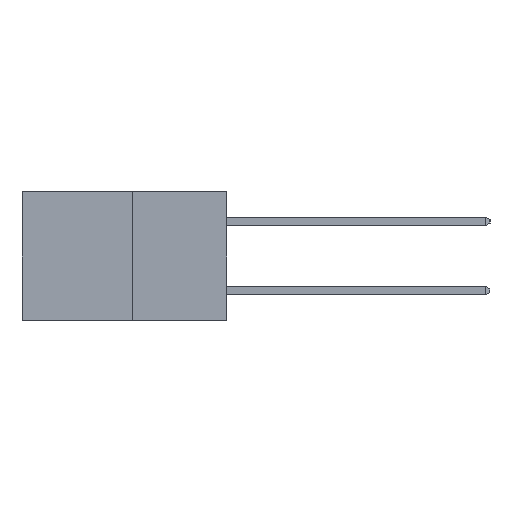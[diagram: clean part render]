
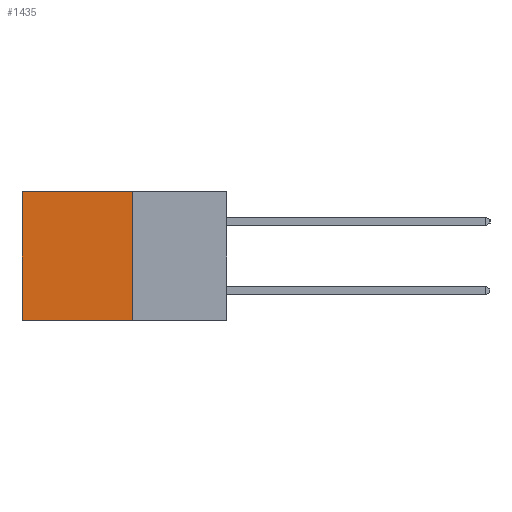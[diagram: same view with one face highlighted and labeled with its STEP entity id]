
A CAD part, left-side view. The second image highlights one B-rep face of the part: STEP entity #1435.
In plain terms, the highlighted planar face has unit normal (-1, 0, 0).
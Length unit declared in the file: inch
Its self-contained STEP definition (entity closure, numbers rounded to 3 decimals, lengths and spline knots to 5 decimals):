
#105 = CARTESIAN_POINT ( 'NONE',  ( 0.277, 0.27, -0.37 ) ) ;
#295 = EDGE_CURVE ( 'NONE', #2039, #5239, #9676, .T. ) ;
#989 = DIRECTION ( 'NONE',  ( 0., 0., -1. ) ) ;
#1125 = VECTOR ( 'NONE', #989, 39.37008 ) ;
#1288 = CARTESIAN_POINT ( 'NONE',  ( 0.277, 0.59, 0. ) ) ;
#1435 = ADVANCED_FACE ( 'NONE', ( #8309 ), #6756, .F. ) ;
#1565 = CARTESIAN_POINT ( 'NONE',  ( 0.277, 0.27, -0.37 ) ) ;
#1691 = ORIENTED_EDGE ( 'NONE', *, *, #4008, .F. ) ;
#1789 = ORIENTED_EDGE ( 'NONE', *, *, #4397, .T. ) ;
#2030 = CARTESIAN_POINT ( 'NONE',  ( 0.277, 0.27, 0. ) ) ;
#2039 = VERTEX_POINT ( 'NONE', #1288 ) ;
#2186 = LINE ( 'NONE', #4410, #8296 ) ;
#2294 = DIRECTION ( 'NONE',  ( 0., 0., -1. ) ) ;
#3149 = LINE ( 'NONE', #10208, #7148 ) ;
#3782 = VECTOR ( 'NONE', #2294, 39.37008 ) ;
#3821 = DIRECTION ( 'NONE',  ( 1., 0., 0. ) ) ;
#3892 = DIRECTION ( 'NONE',  ( 0., 1., 0. ) ) ;
#3951 = ORIENTED_EDGE ( 'NONE', *, *, #9039, .F. ) ;
#3990 = VERTEX_POINT ( 'NONE', #2030 ) ;
#4008 = EDGE_CURVE ( 'NONE', #3990, #6905, #8307, .T. ) ;
#4397 = EDGE_CURVE ( 'NONE', #3990, #2039, #2186, .T. ) ;
#4410 = CARTESIAN_POINT ( 'NONE',  ( 0.277, 0.27, 0. ) ) ;
#4614 = DIRECTION ( 'NONE',  ( 0., 1., 0. ) ) ;
#5239 = VERTEX_POINT ( 'NONE', #5405 ) ;
#5333 = AXIS2_PLACEMENT_3D ( 'NONE', #9275, #3821, #7185 ) ;
#5405 = CARTESIAN_POINT ( 'NONE',  ( 0.277, 0.59, -0.37 ) ) ;
#6756 = PLANE ( 'NONE',  #5333 ) ;
#6905 = VERTEX_POINT ( 'NONE', #105 ) ;
#7148 = VECTOR ( 'NONE', #3892, 39.37008 ) ;
#7185 = DIRECTION ( 'NONE',  ( 0., 0., -1. ) ) ;
#8296 = VECTOR ( 'NONE', #4614, 39.37008 ) ;
#8307 = LINE ( 'NONE', #1565, #3782 ) ;
#8309 = FACE_OUTER_BOUND ( 'NONE', #8683, .T. ) ;
#8683 = EDGE_LOOP ( 'NONE', ( #9757, #3951, #1691, #1789 ) ) ;
#8944 = CARTESIAN_POINT ( 'NONE',  ( 0.277, 0.59, -0.37 ) ) ;
#9039 = EDGE_CURVE ( 'NONE', #6905, #5239, #3149, .T. ) ;
#9275 = CARTESIAN_POINT ( 'NONE',  ( 0.277, 0.27, -0.37 ) ) ;
#9676 = LINE ( 'NONE', #8944, #1125 ) ;
#9757 = ORIENTED_EDGE ( 'NONE', *, *, #295, .T. ) ;
#10208 = CARTESIAN_POINT ( 'NONE',  ( 0.277, 0.27, -0.37 ) ) ;
